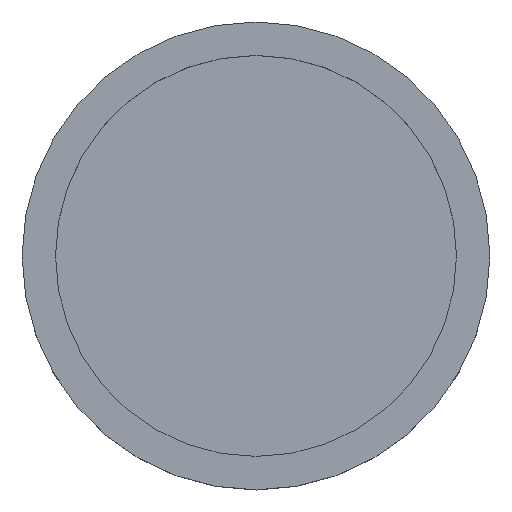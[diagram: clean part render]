
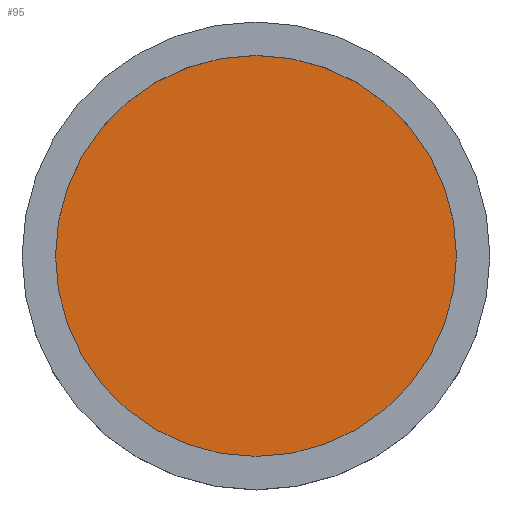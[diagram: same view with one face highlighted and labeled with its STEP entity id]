
A CAD part, top view. The second image highlights one B-rep face of the part: STEP entity #95.
In plain terms, the highlighted planar face has unit normal (0, 0, 1).
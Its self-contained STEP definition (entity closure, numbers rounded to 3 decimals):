
#24=PLANE('',#123);
#31=FACE_OUTER_BOUND('',#40,.T.);
#40=EDGE_LOOP('',(#85));
#51=CIRCLE('',#120,12.);
#57=VERTEX_POINT('',#171);
#65=EDGE_CURVE('',#57,#57,#51,.T.);
#85=ORIENTED_EDGE('',*,*,#65,.T.);
#95=ADVANCED_FACE('',(#31),#24,.T.);
#120=AXIS2_PLACEMENT_3D('',#172,#146,#147);
#123=AXIS2_PLACEMENT_3D('',#177,#153,#154);
#146=DIRECTION('center_axis',(0.,0.,1.));
#147=DIRECTION('ref_axis',(1.,0.,0.));
#153=DIRECTION('center_axis',(0.,0.,1.));
#154=DIRECTION('ref_axis',(1.,0.,0.));
#171=CARTESIAN_POINT('',(-12.,0.,1.));
#172=CARTESIAN_POINT('Origin',(0.,0.,1.));
#177=CARTESIAN_POINT('Origin',(0.,0.,1.));
